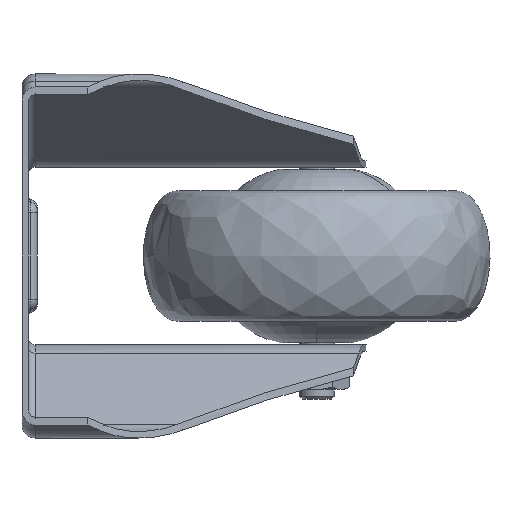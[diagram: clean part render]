
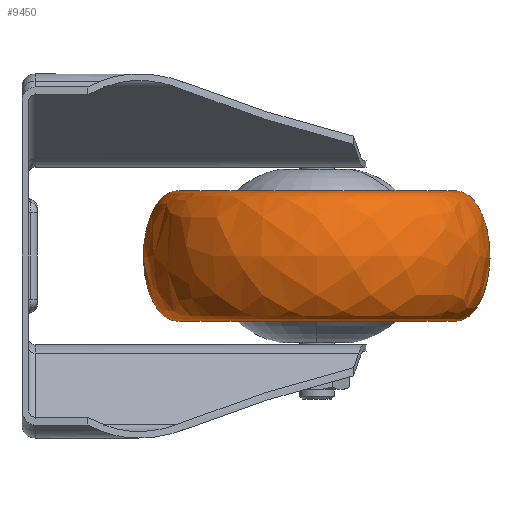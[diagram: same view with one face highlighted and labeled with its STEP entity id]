
A CAD part, left-side view. The second image highlights one B-rep face of the part: STEP entity #9450.
In plain terms, the highlighted free-form (B-spline) face has degree [3, 3] with [4, 4] control points.
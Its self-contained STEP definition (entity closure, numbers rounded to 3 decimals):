
#640 = CARTESIAN_POINT ( 'NONE',  ( 17.638, -46.498, -15. ) ) ;
#693 = CARTESIAN_POINT ( 'NONE',  ( 17.638, -94.248, -15. ) ) ;
#714 = DIRECTION ( 'NONE',  ( 0., 0., 1. ) ) ;
#780 = CARTESIAN_POINT ( 'NONE',  ( -77.862, -94.248, 15. ) ) ;
#860 = CARTESIAN_POINT ( 'NONE',  ( 17.638, -78.748, 15. ) ) ;
#1134 = EDGE_CURVE ( 'NONE', #10704, #6161, #3650, .T. ) ;
#1591 = CIRCLE ( 'NONE', #14185, 32.25 ) ;
#1609 = DIRECTION ( 'NONE',  ( 0., 1., 0. ) ) ;
#2155 = CARTESIAN_POINT ( 'NONE',  ( -46.862, -14.248, -15. ) ) ;
#2670 = CARTESIAN_POINT ( 'NONE',  ( 17.638, -94.248, -15. ) ) ;
#2773 = CARTESIAN_POINT ( 'NONE',  ( 17.638, 1.252, 15. ) ) ;
#2871 = EDGE_CURVE ( 'NONE', #6161, #5079, #1591, .T. ) ;
#3019 =( BOUNDED_CURVE ( )  B_SPLINE_CURVE ( 3, ( #12839, #2670, #5293, #10207 ),
 .UNSPECIFIED., .F., .F. ) 
 B_SPLINE_CURVE_WITH_KNOTS ( ( 4, 4 ),
 ( 0., 1. ),
 .UNSPECIFIED. ) 
 CURVE ( )  GEOMETRIC_REPRESENTATION_ITEM ( )  RATIONAL_B_SPLINE_CURVE ( ( 1., 0.333, 0.333, 1. ) ) 
 REPRESENTATION_ITEM ( '' )  );
#3167 = CARTESIAN_POINT ( 'NONE',  ( -77.862, 1.252, 15. ) ) ;
#3204 = ORIENTED_EDGE ( 'NONE', *, *, #2871, .F. ) ;
#3305 = CARTESIAN_POINT ( 'NONE',  ( 17.638, -78.748, -15. ) ) ;
#3402 = CARTESIAN_POINT ( 'NONE',  ( -46.862, -14.248, 15. ) ) ;
#3650 =( BOUNDED_CURVE ( )  B_SPLINE_CURVE ( 3, ( #12932, #15246, #2773, #4092 ),
 .UNSPECIFIED., .F., .F. ) 
 B_SPLINE_CURVE_WITH_KNOTS ( ( 4, 4 ),
 ( 0., 1. ),
 .UNSPECIFIED. ) 
 CURVE ( )  GEOMETRIC_REPRESENTATION_ITEM ( )  RATIONAL_B_SPLINE_CURVE ( ( 1., 0.333, 0.333, 1. ) ) 
 REPRESENTATION_ITEM ( '' )  );
#3903 = ORIENTED_EDGE ( 'NONE', *, *, #1134, .F. ) ;
#4092 = CARTESIAN_POINT ( 'NONE',  ( 17.638, -14.248, 15. ) ) ;
#4544 = CARTESIAN_POINT ( 'NONE',  ( -46.862, -78.748, -15. ) ) ;
#4625 = CARTESIAN_POINT ( 'NONE',  ( -46.862, -78.748, 15. ) ) ;
#4984 = ORIENTED_EDGE ( 'NONE', *, *, #12360, .T. ) ;
#5079 = VERTEX_POINT ( 'NONE', #6123 ) ;
#5293 = CARTESIAN_POINT ( 'NONE',  ( 17.638, -94.248, 15. ) ) ;
#5490 = CIRCLE ( 'NONE', #14662, 32.25 ) ;
#5833 =( BOUNDED_SURFACE ( )  B_SPLINE_SURFACE ( 3, 3, ( 
 ( #8225, #2155, #4544, #6999 ),
 ( #12080, #7167, #14552, #693 ),
 ( #11998, #3167, #780, #8386 ),
 ( #14321, #3402, #4625, #860 ) ),
 .UNSPECIFIED., .F., .F., .F. ) 
 B_SPLINE_SURFACE_WITH_KNOTS ( ( 4, 4 ),
 ( 4, 4 ),
 ( 0., 1. ),
 ( 0., 1. ),
 .UNSPECIFIED. ) 
 GEOMETRIC_REPRESENTATION_ITEM ( )  RATIONAL_B_SPLINE_SURFACE ( (
 ( 1., 0.333, 0.333, 1.),
 ( 0.333, 0.111, 0.111, 0.333),
 ( 0.333, 0.111, 0.111, 0.333),
 ( 1., 0.333, 0.333, 1.) ) ) 
 REPRESENTATION_ITEM ( '' )  SURFACE ( )  );
#6123 = CARTESIAN_POINT ( 'NONE',  ( 17.638, -78.748, 15. ) ) ;
#6161 = VERTEX_POINT ( 'NONE', #14554 ) ;
#6999 = CARTESIAN_POINT ( 'NONE',  ( 17.638, -78.748, -15. ) ) ;
#7167 = CARTESIAN_POINT ( 'NONE',  ( -77.862, 1.252, -15. ) ) ;
#7862 = DIRECTION ( 'NONE',  ( 0., 1., 0. ) ) ;
#8225 = CARTESIAN_POINT ( 'NONE',  ( 17.638, -14.248, -15. ) ) ;
#8386 = CARTESIAN_POINT ( 'NONE',  ( 17.638, -94.248, 15. ) ) ;
#9399 = EDGE_LOOP ( 'NONE', ( #4984, #12390, #3204, #3903 ) ) ;
#9450 = ADVANCED_FACE ( 'NONE', ( #13978 ), #5833, .F. ) ;
#10207 = CARTESIAN_POINT ( 'NONE',  ( 17.638, -78.748, 15. ) ) ;
#10704 = VERTEX_POINT ( 'NONE', #14676 ) ;
#11998 = CARTESIAN_POINT ( 'NONE',  ( 17.638, 1.252, 15. ) ) ;
#12080 = CARTESIAN_POINT ( 'NONE',  ( 17.638, 1.252, -15. ) ) ;
#12360 = EDGE_CURVE ( 'NONE', #10704, #15840, #5490, .T. ) ;
#12390 = ORIENTED_EDGE ( 'NONE', *, *, #15713, .T. ) ;
#12492 = DIRECTION ( 'NONE',  ( 0., 0., 1. ) ) ;
#12839 = CARTESIAN_POINT ( 'NONE',  ( 17.638, -78.748, -15. ) ) ;
#12932 = CARTESIAN_POINT ( 'NONE',  ( 17.638, -14.248, -15. ) ) ;
#13787 = CARTESIAN_POINT ( 'NONE',  ( 17.638, -46.498, 15. ) ) ;
#13978 = FACE_OUTER_BOUND ( 'NONE', #9399, .T. ) ;
#14185 = AXIS2_PLACEMENT_3D ( 'NONE', #13787, #12492, #7862 ) ;
#14321 = CARTESIAN_POINT ( 'NONE',  ( 17.638, -14.248, 15. ) ) ;
#14552 = CARTESIAN_POINT ( 'NONE',  ( -77.862, -94.248, -15. ) ) ;
#14554 = CARTESIAN_POINT ( 'NONE',  ( 17.638, -14.248, 15. ) ) ;
#14662 = AXIS2_PLACEMENT_3D ( 'NONE', #640, #714, #1609 ) ;
#14676 = CARTESIAN_POINT ( 'NONE',  ( 17.638, -14.248, -15. ) ) ;
#15246 = CARTESIAN_POINT ( 'NONE',  ( 17.638, 1.252, -15. ) ) ;
#15713 = EDGE_CURVE ( 'NONE', #15840, #5079, #3019, .T. ) ;
#15840 = VERTEX_POINT ( 'NONE', #3305 ) ;
